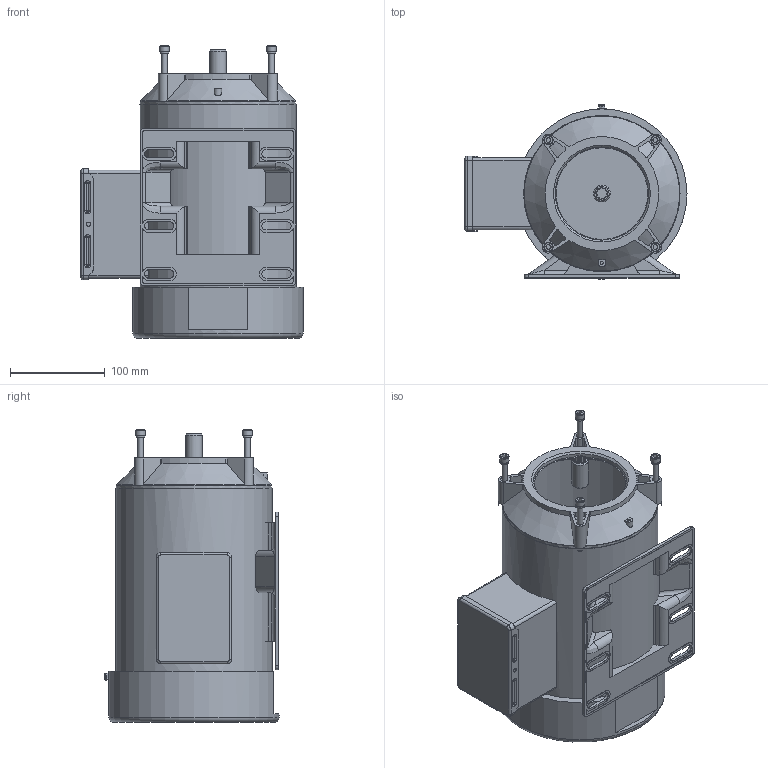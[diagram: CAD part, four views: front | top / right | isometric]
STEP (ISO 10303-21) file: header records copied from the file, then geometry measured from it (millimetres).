
FILE_DESCRIPTION (( 'STEP AP203' ), '1' );
FILE_NAME ('DER22085718_KMC18.STEP', '2024-08-04T17:17:14', ( '' ), ( '' ), 'SwSTEP 2.0', 'SolidWorks 2022', '' );
FILE_SCHEMA (( 'CONFIG_CONTROL_DESIGN' ));
Length unit declared in the file: inch
Products named in the file (1): DER22085718_KMC18
Bounding box: 234.6 x 184 x 309.4 mm (x, y, z)
Surface area: 308690.4 mm2 (no closed solid volume)
Topology: 0 solids, 23 shells, 507 faces, 1865 edges, 1395 vertices
Faces by surface type: cylinder 221, plane 208, cone 49, torus 14, bspline 8, sphere 7
Full cylindrical faces by diameter (mm): 3.048 x1, 4.369 x2, 5.105 x3, 6 x4, 9.652 x1, 9.881 x4, 17.78 x1, 98.425 x1, 164.116 x1, 165.1 x1, 179.832 x1
Entity records: 22702 total; most frequent: CARTESIAN_POINT 7560, ORIENTED_EDGE 3098, DIRECTION 2883, EDGE_CURVE 1822, VERTEX_POINT 1385, AXIS2_PLACEMENT_3D 1078, LINE 727, VECTOR 727
